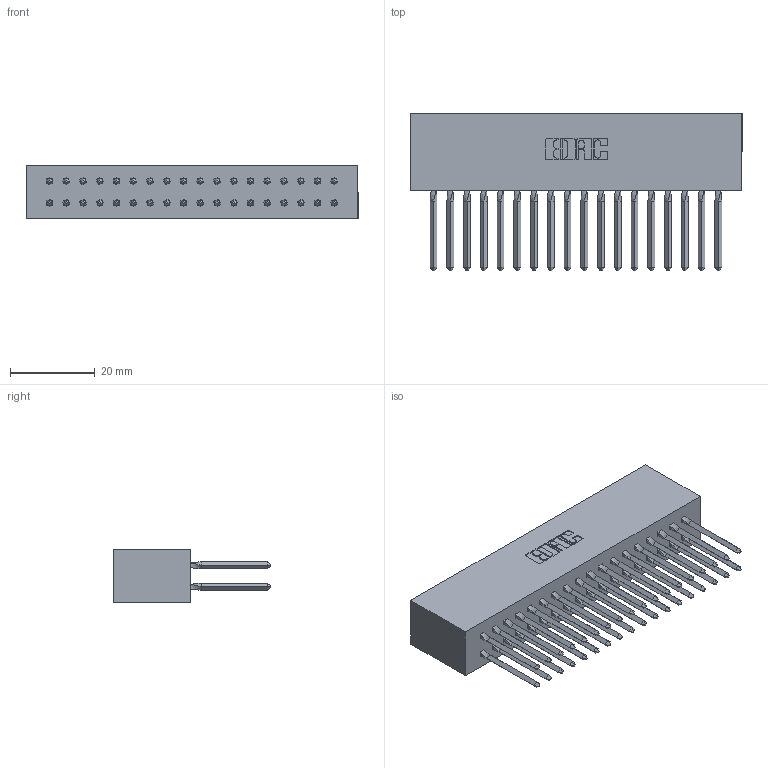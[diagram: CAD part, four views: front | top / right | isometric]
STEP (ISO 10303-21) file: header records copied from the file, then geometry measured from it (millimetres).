
FILE_DESCRIPTION (( 'STEP AP203' ), '1' );
FILE_NAME ('317-036-542-801.STEP', '2020-02-27T22:49:42', ( '' ), ( '' ), 'SwSTEP 2.0', 'SolidWorks 2016', '' );
FILE_SCHEMA (( 'CONFIG_CONTROL_DESIGN' ));
Length unit declared in the file: inch
Products named in the file (3): 317-036-542-801; 317-290-003_542; 317 Part_Lugless
Assembly tree (37 placements, depth 2):
  317-036-542-801
    317 Part_Lugless
    317-290-003_542  x36
Bounding box: 78.54 x 37.34 x 12.7 mm (x, y, z)
Volume: 13832 mm3; surface area: 18641.2 mm2
Topology: 37 solids, 37 shells, 2142 faces, 5999 edges, 3830 vertices
Faces by surface type: plane 1706, cylinder 292, bspline 144
Entity records: 27975 total; most frequent: CARTESIAN_POINT 5125, ORIENTED_EDGE 4788, DIRECTION 4062, EDGE_CURVE 2394, VECTOR 2232, LINE 2232, VERTEX_POINT 1590, AXIS2_PLACEMENT_3D 915
